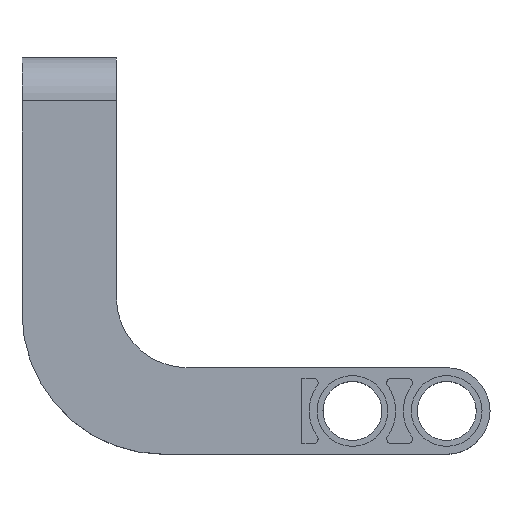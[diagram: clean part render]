
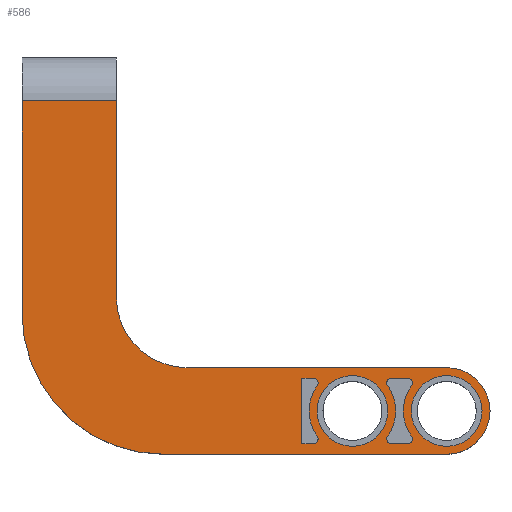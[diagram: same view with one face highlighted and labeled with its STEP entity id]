
A CAD part, top view. The second image highlights one B-rep face of the part: STEP entity #586.
In plain terms, the highlighted planar face has unit normal (0, 0, 1).
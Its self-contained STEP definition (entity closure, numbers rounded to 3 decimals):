
#42=CARTESIAN_POINT('',(29.103,2.523,25.195));
#43=VERTEX_POINT('',#42);
#50=CARTESIAN_POINT('',(51.13,2.523,25.195));
#51=VERTEX_POINT('',#50);
#52=CARTESIAN_POINT('',(51.13,2.523,25.195));
#53=DIRECTION('',(-1.,-0.,0.));
#54=VECTOR('',#53,22.027);
#55=LINE('',#52,#54);
#56=EDGE_CURVE('',#51,#43,#55,.T.);
#72=CARTESIAN_POINT('',(27.103,-4.821,25.195));
#73=VERTEX_POINT('',#72);
#74=CARTESIAN_POINT('',(51.13,-4.824,25.195));
#75=VERTEX_POINT('',#74);
#76=CARTESIAN_POINT('',(27.103,-4.821,25.195));
#77=DIRECTION('',(1.,0.,-0.));
#78=VECTOR('',#77,24.027);
#79=LINE('',#76,#78);
#80=EDGE_CURVE('',#73,#75,#79,.T.);
#347=CARTESIAN_POINT('',(-115.17,-1.149,25.195));
#348=DIRECTION('',(-0.,0.,1.));
#349=DIRECTION('',(1.,0.,-0.));
#350=AXIS2_PLACEMENT_3D('',#347,#348,#349);
#351=PLANE('',#350);
#352=CARTESIAN_POINT('',(15.103,25.153,25.195));
#353=VERTEX_POINT('',#352);
#354=CARTESIAN_POINT('',(15.103,7.179,25.195));
#355=VERTEX_POINT('',#354);
#356=CARTESIAN_POINT('',(15.103,25.153,25.195));
#357=DIRECTION('',(-0.,-1.,-0.));
#358=VECTOR('',#357,17.974);
#359=LINE('',#356,#358);
#360=EDGE_CURVE('',#353,#355,#359,.T.);
#361=ORIENTED_EDGE('',*,*,#360,.T.);
#362=CARTESIAN_POINT('',(27.103,7.179,25.195));
#363=DIRECTION('',(-0.,0.,1.));
#364=DIRECTION('',(0.,-1.,0.));
#365=AXIS2_PLACEMENT_3D('',#362,#363,#364);
#366=CIRCLE('',#365,12.);
#367=EDGE_CURVE('',#355,#73,#366,.T.);
#368=ORIENTED_EDGE('',*,*,#367,.T.);
#369=ORIENTED_EDGE('',*,*,#80,.T.);
#370=CARTESIAN_POINT('',(54.802,-1.149,25.195));
#371=VERTEX_POINT('',#370);
#372=CARTESIAN_POINT('',(51.13,-1.149,25.195));
#373=DIRECTION('',(-0.,0.,1.));
#374=DIRECTION('',(0.,-1.,0.));
#375=AXIS2_PLACEMENT_3D('',#372,#373,#374);
#376=CIRCLE('',#375,3.672);
#377=EDGE_CURVE('',#75,#371,#376,.T.);
#378=ORIENTED_EDGE('',*,*,#377,.T.);
#379=CARTESIAN_POINT('',(51.13,-1.149,25.195));
#380=DIRECTION('',(-0.,0.,1.));
#381=DIRECTION('',(0.,-1.,0.));
#382=AXIS2_PLACEMENT_3D('',#379,#380,#381);
#383=CIRCLE('',#382,3.672);
#384=EDGE_CURVE('',#371,#51,#383,.T.);
#385=ORIENTED_EDGE('',*,*,#384,.T.);
#386=ORIENTED_EDGE('',*,*,#56,.T.);
#387=CARTESIAN_POINT('',(23.103,8.523,25.195));
#388=VERTEX_POINT('',#387);
#389=CARTESIAN_POINT('',(29.103,8.523,25.195));
#390=DIRECTION('',(0.,-0.,-1.));
#391=DIRECTION('',(0.,-1.,0.));
#392=AXIS2_PLACEMENT_3D('',#389,#390,#391);
#393=CIRCLE('',#392,6.);
#394=EDGE_CURVE('',#43,#388,#393,.T.);
#395=ORIENTED_EDGE('',*,*,#394,.T.);
#396=CARTESIAN_POINT('',(23.103,25.153,25.195));
#397=VERTEX_POINT('',#396);
#398=CARTESIAN_POINT('',(23.103,25.153,25.195));
#399=DIRECTION('',(-0.,-1.,-0.));
#400=VECTOR('',#399,16.63);
#401=LINE('',#398,#400);
#402=EDGE_CURVE('',#397,#388,#401,.T.);
#403=ORIENTED_EDGE('',*,*,#402,.F.);
#404=CARTESIAN_POINT('',(23.103,25.153,25.195));
#405=DIRECTION('',(-1.,0.,-0.));
#406=VECTOR('',#405,8.);
#407=LINE('',#404,#406);
#408=EDGE_CURVE('',#397,#353,#407,.T.);
#409=ORIENTED_EDGE('',*,*,#408,.T.);
#410=EDGE_LOOP('',(#361,#368,#369,#378,#385,#386,#395,#403,#409));
#411=FACE_BOUND('',#410,.T.);
#412=CARTESIAN_POINT('',(38.84,-3.924,25.195));
#413=VERTEX_POINT('',#412);
#414=CARTESIAN_POINT('',(38.84,1.626,25.195));
#415=VERTEX_POINT('',#414);
#416=CARTESIAN_POINT('',(38.84,-3.924,25.195));
#417=DIRECTION('',(0.,1.,-0.));
#418=VECTOR('',#417,5.55);
#419=LINE('',#416,#418);
#420=EDGE_CURVE('',#413,#415,#419,.T.);
#421=ORIENTED_EDGE('',*,*,#420,.T.);
#422=CARTESIAN_POINT('',(39.818,1.626,25.195));
#423=VERTEX_POINT('',#422);
#424=CARTESIAN_POINT('',(38.84,1.626,25.195));
#425=DIRECTION('',(1.,0.,-0.));
#426=VECTOR('',#425,0.978);
#427=LINE('',#424,#426);
#428=EDGE_CURVE('',#415,#423,#427,.T.);
#429=ORIENTED_EDGE('',*,*,#428,.T.);
#430=CARTESIAN_POINT('',(40.143,0.993,25.195));
#431=VERTEX_POINT('',#430);
#432=CARTESIAN_POINT('',(39.818,1.226,25.195));
#433=DIRECTION('',(0.,-0.,-1.));
#434=DIRECTION('',(0.,-1.,0.));
#435=AXIS2_PLACEMENT_3D('',#432,#433,#434);
#436=CIRCLE('',#435,0.4);
#437=EDGE_CURVE('',#423,#431,#436,.T.);
#438=ORIENTED_EDGE('',*,*,#437,.T.);
#439=CARTESIAN_POINT('',(40.143,-3.291,25.195));
#440=VERTEX_POINT('',#439);
#441=CARTESIAN_POINT('',(43.13,-1.149,25.195));
#442=DIRECTION('',(-0.,0.,1.));
#443=DIRECTION('',(0.,-1.,0.));
#444=AXIS2_PLACEMENT_3D('',#441,#442,#443);
#445=CIRCLE('',#444,3.675);
#446=EDGE_CURVE('',#431,#440,#445,.T.);
#447=ORIENTED_EDGE('',*,*,#446,.T.);
#448=CARTESIAN_POINT('',(39.818,-3.924,25.195));
#449=VERTEX_POINT('',#448);
#450=CARTESIAN_POINT('',(39.818,-3.524,25.195));
#451=DIRECTION('',(0.,-0.,-1.));
#452=DIRECTION('',(0.,-1.,0.));
#453=AXIS2_PLACEMENT_3D('',#450,#451,#452);
#454=CIRCLE('',#453,0.4);
#455=EDGE_CURVE('',#440,#449,#454,.T.);
#456=ORIENTED_EDGE('',*,*,#455,.T.);
#457=CARTESIAN_POINT('',(39.818,-3.924,25.195));
#458=DIRECTION('',(-1.,-0.,0.));
#459=VECTOR('',#458,0.978);
#460=LINE('',#457,#459);
#461=EDGE_CURVE('',#449,#413,#460,.T.);
#462=ORIENTED_EDGE('',*,*,#461,.T.);
#463=EDGE_LOOP('',(#421,#429,#438,#447,#456,#462));
#464=FACE_BOUND('',#463,.T.);
#465=CARTESIAN_POINT('',(46.441,-3.924,25.195));
#466=VERTEX_POINT('',#465);
#467=CARTESIAN_POINT('',(46.116,-3.291,25.195));
#468=VERTEX_POINT('',#467);
#469=CARTESIAN_POINT('',(46.441,-3.524,25.195));
#470=DIRECTION('',(0.,-0.,-1.));
#471=DIRECTION('',(0.,-1.,0.));
#472=AXIS2_PLACEMENT_3D('',#469,#470,#471);
#473=CIRCLE('',#472,0.4);
#474=EDGE_CURVE('',#466,#468,#473,.T.);
#475=ORIENTED_EDGE('',*,*,#474,.T.);
#476=CARTESIAN_POINT('',(46.805,-1.149,25.195));
#477=VERTEX_POINT('',#476);
#478=CARTESIAN_POINT('',(43.13,-1.149,25.195));
#479=DIRECTION('',(-0.,0.,1.));
#480=DIRECTION('',(0.,-1.,0.));
#481=AXIS2_PLACEMENT_3D('',#478,#479,#480);
#482=CIRCLE('',#481,3.675);
#483=EDGE_CURVE('',#468,#477,#482,.T.);
#484=ORIENTED_EDGE('',*,*,#483,.T.);
#485=CARTESIAN_POINT('',(46.116,0.993,25.195));
#486=VERTEX_POINT('',#485);
#487=CARTESIAN_POINT('',(43.13,-1.149,25.195));
#488=DIRECTION('',(-0.,0.,1.));
#489=DIRECTION('',(0.,-1.,0.));
#490=AXIS2_PLACEMENT_3D('',#487,#488,#489);
#491=CIRCLE('',#490,3.675);
#492=EDGE_CURVE('',#477,#486,#491,.T.);
#493=ORIENTED_EDGE('',*,*,#492,.T.);
#494=CARTESIAN_POINT('',(46.441,1.626,25.195));
#495=VERTEX_POINT('',#494);
#496=CARTESIAN_POINT('',(46.441,1.226,25.195));
#497=DIRECTION('',(0.,-0.,-1.));
#498=DIRECTION('',(0.,-1.,0.));
#499=AXIS2_PLACEMENT_3D('',#496,#497,#498);
#500=CIRCLE('',#499,0.4);
#501=EDGE_CURVE('',#486,#495,#500,.T.);
#502=ORIENTED_EDGE('',*,*,#501,.T.);
#503=CARTESIAN_POINT('',(47.818,1.626,25.195));
#504=VERTEX_POINT('',#503);
#505=CARTESIAN_POINT('',(46.441,1.626,25.195));
#506=DIRECTION('',(1.,0.,-0.));
#507=VECTOR('',#506,1.377);
#508=LINE('',#505,#507);
#509=EDGE_CURVE('',#495,#504,#508,.T.);
#510=ORIENTED_EDGE('',*,*,#509,.T.);
#511=CARTESIAN_POINT('',(48.143,0.993,25.195));
#512=VERTEX_POINT('',#511);
#513=CARTESIAN_POINT('',(47.818,1.226,25.195));
#514=DIRECTION('',(0.,-0.,-1.));
#515=DIRECTION('',(0.,-1.,0.));
#516=AXIS2_PLACEMENT_3D('',#513,#514,#515);
#517=CIRCLE('',#516,0.4);
#518=EDGE_CURVE('',#504,#512,#517,.T.);
#519=ORIENTED_EDGE('',*,*,#518,.T.);
#520=CARTESIAN_POINT('',(48.143,-3.291,25.195));
#521=VERTEX_POINT('',#520);
#522=CARTESIAN_POINT('',(51.13,-1.149,25.195));
#523=DIRECTION('',(-0.,0.,1.));
#524=DIRECTION('',(0.,-1.,0.));
#525=AXIS2_PLACEMENT_3D('',#522,#523,#524);
#526=CIRCLE('',#525,3.675);
#527=EDGE_CURVE('',#512,#521,#526,.T.);
#528=ORIENTED_EDGE('',*,*,#527,.T.);
#529=CARTESIAN_POINT('',(47.818,-3.924,25.195));
#530=VERTEX_POINT('',#529);
#531=CARTESIAN_POINT('',(47.818,-3.524,25.195));
#532=DIRECTION('',(0.,-0.,-1.));
#533=DIRECTION('',(0.,-1.,0.));
#534=AXIS2_PLACEMENT_3D('',#531,#532,#533);
#535=CIRCLE('',#534,0.4);
#536=EDGE_CURVE('',#521,#530,#535,.T.);
#537=ORIENTED_EDGE('',*,*,#536,.T.);
#538=CARTESIAN_POINT('',(47.818,-3.924,25.195));
#539=DIRECTION('',(-1.,-0.,0.));
#540=VECTOR('',#539,1.377);
#541=LINE('',#538,#540);
#542=EDGE_CURVE('',#530,#466,#541,.T.);
#543=ORIENTED_EDGE('',*,*,#542,.T.);
#544=EDGE_LOOP('',(#475,#484,#493,#502,#510,#519,#528,#537,#543));
#545=FACE_BOUND('',#544,.T.);
#546=CARTESIAN_POINT('',(43.13,-4.149,25.195));
#547=VERTEX_POINT('',#546);
#548=CARTESIAN_POINT('',(46.13,-1.149,25.195));
#549=VERTEX_POINT('',#548);
#550=CARTESIAN_POINT('',(43.13,-1.149,25.195));
#551=DIRECTION('',(0.,-0.,-1.));
#552=DIRECTION('',(0.,-1.,0.));
#553=AXIS2_PLACEMENT_3D('',#550,#551,#552);
#554=CIRCLE('',#553,3.);
#555=EDGE_CURVE('',#547,#549,#554,.T.);
#556=ORIENTED_EDGE('',*,*,#555,.T.);
#557=CARTESIAN_POINT('',(43.13,-1.149,25.195));
#558=DIRECTION('',(0.,-0.,-1.));
#559=DIRECTION('',(0.,-1.,0.));
#560=AXIS2_PLACEMENT_3D('',#557,#558,#559);
#561=CIRCLE('',#560,3.);
#562=EDGE_CURVE('',#549,#547,#561,.T.);
#563=ORIENTED_EDGE('',*,*,#562,.T.);
#564=EDGE_LOOP('',(#556,#563));
#565=FACE_BOUND('',#564,.T.);
#566=CARTESIAN_POINT('',(51.13,-4.149,25.195));
#567=VERTEX_POINT('',#566);
#568=CARTESIAN_POINT('',(54.13,-1.149,25.195));
#569=VERTEX_POINT('',#568);
#570=CARTESIAN_POINT('',(51.13,-1.149,25.195));
#571=DIRECTION('',(0.,-0.,-1.));
#572=DIRECTION('',(0.,-1.,0.));
#573=AXIS2_PLACEMENT_3D('',#570,#571,#572);
#574=CIRCLE('',#573,3.);
#575=EDGE_CURVE('',#567,#569,#574,.T.);
#576=ORIENTED_EDGE('',*,*,#575,.T.);
#577=CARTESIAN_POINT('',(51.13,-1.149,25.195));
#578=DIRECTION('',(0.,-0.,-1.));
#579=DIRECTION('',(0.,-1.,0.));
#580=AXIS2_PLACEMENT_3D('',#577,#578,#579);
#581=CIRCLE('',#580,3.);
#582=EDGE_CURVE('',#569,#567,#581,.T.);
#583=ORIENTED_EDGE('',*,*,#582,.T.);
#584=EDGE_LOOP('',(#576,#583));
#585=FACE_BOUND('',#584,.T.);
#586=ADVANCED_FACE('',(#411,#464,#545,#565,#585),#351,.T.);
